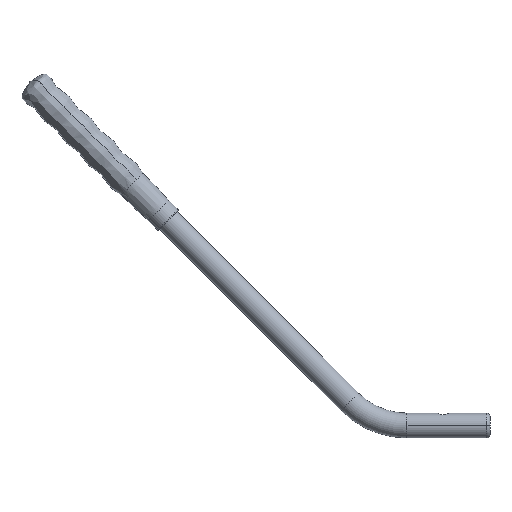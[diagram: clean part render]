
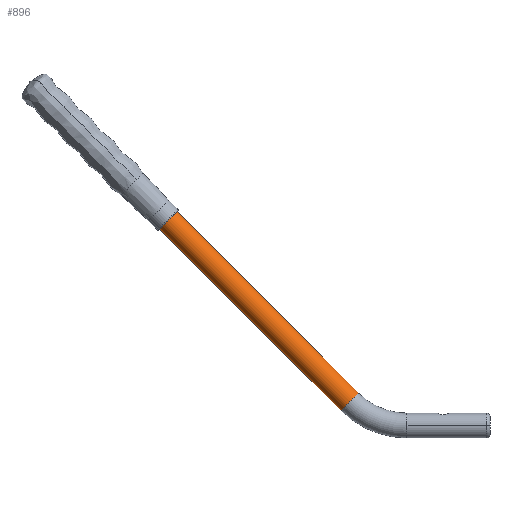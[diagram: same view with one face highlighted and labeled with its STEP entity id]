
A CAD part, top view. The second image highlights one B-rep face of the part: STEP entity #896.
In plain terms, the highlighted cylindrical face has radius 8 mm (diameter 16 mm), a partial arc.
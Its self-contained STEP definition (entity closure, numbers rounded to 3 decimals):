
#45 = DIRECTION ( 'NONE',  ( 0.707, -0.707, 0. ) ) ;
#62 = DIRECTION ( 'NONE',  ( 0.707, -0.707, 0. ) ) ;
#63 = ORIENTED_EDGE ( 'NONE', *, *, #2114, .T. ) ;
#167 = CIRCLE ( 'NONE', #2123, 8. ) ;
#405 = CIRCLE ( 'NONE', #2268, 8. ) ;
#429 = CARTESIAN_POINT ( 'NONE',  ( -268.739, 227.37, 0. ) ) ;
#436 = LINE ( 'NONE', #1170, #1857 ) ;
#484 = VERTEX_POINT ( 'NONE', #2534 ) ;
#492 = CARTESIAN_POINT ( 'NONE',  ( -60.364, 30.309, 0. ) ) ;
#703 = CARTESIAN_POINT ( 'NONE',  ( -66.02, 24.652, 0. ) ) ;
#896 = ADVANCED_FACE ( 'NONE', ( #1237 ), #2623, .T. ) ;
#984 = EDGE_CURVE ( 'NONE', #484, #1532, #2387, .T. ) ;
#1170 = CARTESIAN_POINT ( 'NONE',  ( -54.707, 35.966, 0. ) ) ;
#1174 = VECTOR ( 'NONE', #1767, 1000. ) ;
#1201 = ORIENTED_EDGE ( 'NONE', *, *, #2264, .T. ) ;
#1227 = VERTEX_POINT ( 'NONE', #1585 ) ;
#1237 = FACE_OUTER_BOUND ( 'NONE', #1710, .T. ) ;
#1317 = CARTESIAN_POINT ( 'NONE',  ( -263.082, 233.027, 0. ) ) ;
#1532 = VERTEX_POINT ( 'NONE', #429 ) ;
#1545 = DIRECTION ( 'NONE',  ( 0., 0., -1. ) ) ;
#1552 = DIRECTION ( 'NONE',  ( 0., 0., -1. ) ) ;
#1585 = CARTESIAN_POINT ( 'NONE',  ( -257.425, 238.684, 0. ) ) ;
#1672 = ORIENTED_EDGE ( 'NONE', *, *, #984, .F. ) ;
#1710 = EDGE_LOOP ( 'NONE', ( #2548, #1201, #63, #1672 ) ) ;
#1723 = DIRECTION ( 'NONE',  ( -0.707, 0.707, 0. ) ) ;
#1767 = DIRECTION ( 'NONE',  ( -0.707, 0.707, 0. ) ) ;
#1857 = VECTOR ( 'NONE', #2254, 1000. ) ;
#2003 = CARTESIAN_POINT ( 'NONE',  ( -54.707, 35.966, 0. ) ) ;
#2015 = AXIS2_PLACEMENT_3D ( 'NONE', #2373, #1723, #2186 ) ;
#2096 = EDGE_CURVE ( 'NONE', #2243, #484, #167, .T. ) ;
#2114 = EDGE_CURVE ( 'NONE', #1227, #1532, #405, .T. ) ;
#2123 = AXIS2_PLACEMENT_3D ( 'NONE', #492, #62, #1545 ) ;
#2186 = DIRECTION ( 'NONE',  ( -0.707, -0.707, 0. ) ) ;
#2243 = VERTEX_POINT ( 'NONE', #2003 ) ;
#2254 = DIRECTION ( 'NONE',  ( -0.707, 0.707, 0. ) ) ;
#2264 = EDGE_CURVE ( 'NONE', #2243, #1227, #436, .T. ) ;
#2268 = AXIS2_PLACEMENT_3D ( 'NONE', #1317, #45, #1552 ) ;
#2373 = CARTESIAN_POINT ( 'NONE',  ( -60.364, 30.309, 0. ) ) ;
#2387 = LINE ( 'NONE', #703, #1174 ) ;
#2534 = CARTESIAN_POINT ( 'NONE',  ( -66.02, 24.652, 0. ) ) ;
#2548 = ORIENTED_EDGE ( 'NONE', *, *, #2096, .F. ) ;
#2623 = CYLINDRICAL_SURFACE ( 'NONE', #2015, 8. ) ;
